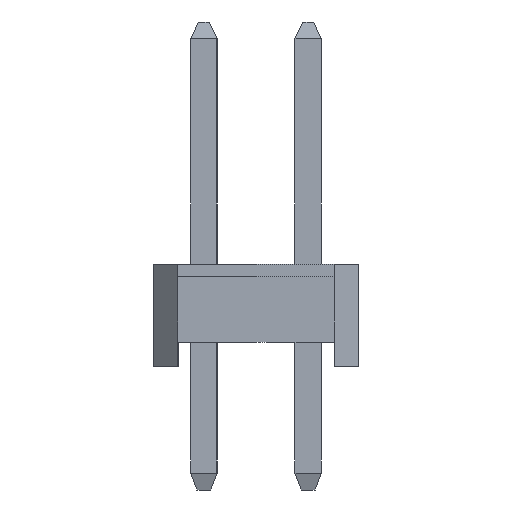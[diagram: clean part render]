
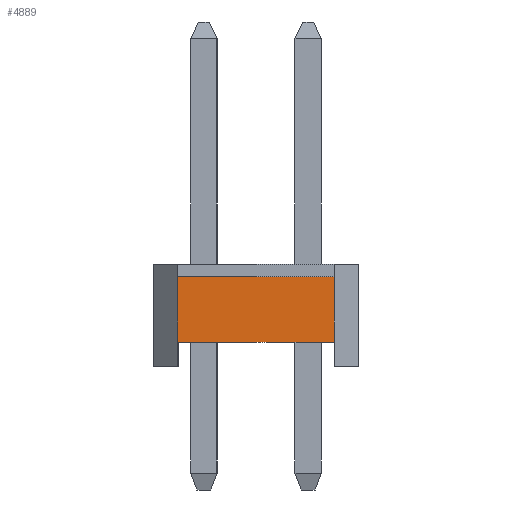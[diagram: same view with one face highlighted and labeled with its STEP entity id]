
A CAD part, left-side view. The second image highlights one B-rep face of the part: STEP entity #4889.
In plain terms, the highlighted planar face has unit normal (-1, 0, 0).
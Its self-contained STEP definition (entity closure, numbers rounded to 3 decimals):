
#319 = CARTESIAN_POINT ( 'NONE',  ( -1.27, 1.9, 0.6 ) ) ;
#610 = ORIENTED_EDGE ( 'NONE', *, *, #6350, .F. ) ;
#780 = VERTEX_POINT ( 'NONE', #16517 ) ;
#1072 = CARTESIAN_POINT ( 'NONE',  ( -1.27, -1.9, 2.2 ) ) ;
#1367 = CARTESIAN_POINT ( 'NONE',  ( -1.27, 1.9, 2.5 ) ) ;
#1409 = VECTOR ( 'NONE', #4920, 1000. ) ;
#2063 = VERTEX_POINT ( 'NONE', #16215 ) ;
#2383 = DIRECTION ( 'NONE',  ( 0., -1., 0. ) ) ;
#3103 = LINE ( 'NONE', #1072, #4555 ) ;
#3247 = CARTESIAN_POINT ( 'NONE',  ( -1.27, 1.9, 2.5 ) ) ;
#3287 = EDGE_LOOP ( 'NONE', ( #610, #7813, #17359, #13007 ) ) ;
#4555 = VECTOR ( 'NONE', #14914, 1000. ) ;
#4632 = DIRECTION ( 'NONE',  ( 0., 0., -1. ) ) ;
#4889 = ADVANCED_FACE ( 'NONE', ( #9995 ), #17053, .F. ) ;
#4920 = DIRECTION ( 'NONE',  ( 0., 0., -1. ) ) ;
#5640 = EDGE_CURVE ( 'NONE', #780, #13426, #3103, .T. ) ;
#5944 = VERTEX_POINT ( 'NONE', #319 ) ;
#6350 = EDGE_CURVE ( 'NONE', #13426, #2063, #18875, .T. ) ;
#7813 = ORIENTED_EDGE ( 'NONE', *, *, #5640, .F. ) ;
#8945 = LINE ( 'NONE', #13206, #13556 ) ;
#9139 = EDGE_CURVE ( 'NONE', #780, #5944, #15309, .T. ) ;
#9995 = FACE_OUTER_BOUND ( 'NONE', #3287, .T. ) ;
#13007 = ORIENTED_EDGE ( 'NONE', *, *, #14378, .T. ) ;
#13206 = CARTESIAN_POINT ( 'NONE',  ( -1.27, 1.9, 0.6 ) ) ;
#13426 = VERTEX_POINT ( 'NONE', #18132 ) ;
#13556 = VECTOR ( 'NONE', #2383, 1000. ) ;
#13966 = DIRECTION ( 'NONE',  ( 1., 0., 0. ) ) ;
#13996 = CARTESIAN_POINT ( 'NONE',  ( -1.27, -1.9, 2.5 ) ) ;
#14378 = EDGE_CURVE ( 'NONE', #5944, #2063, #8945, .T. ) ;
#14914 = DIRECTION ( 'NONE',  ( 0., -1., 0. ) ) ;
#15309 = LINE ( 'NONE', #3247, #1409 ) ;
#15576 = DIRECTION ( 'NONE',  ( 0., 0., -1. ) ) ;
#16215 = CARTESIAN_POINT ( 'NONE',  ( -1.27, -1.9, 0.6 ) ) ;
#16517 = CARTESIAN_POINT ( 'NONE',  ( -1.27, 1.9, 2.2 ) ) ;
#17053 = PLANE ( 'NONE',  #18634 ) ;
#17359 = ORIENTED_EDGE ( 'NONE', *, *, #9139, .T. ) ;
#18132 = CARTESIAN_POINT ( 'NONE',  ( -1.27, -1.9, 2.2 ) ) ;
#18630 = VECTOR ( 'NONE', #15576, 1000. ) ;
#18634 = AXIS2_PLACEMENT_3D ( 'NONE', #1367, #13966, #4632 ) ;
#18875 = LINE ( 'NONE', #13996, #18630 ) ;
